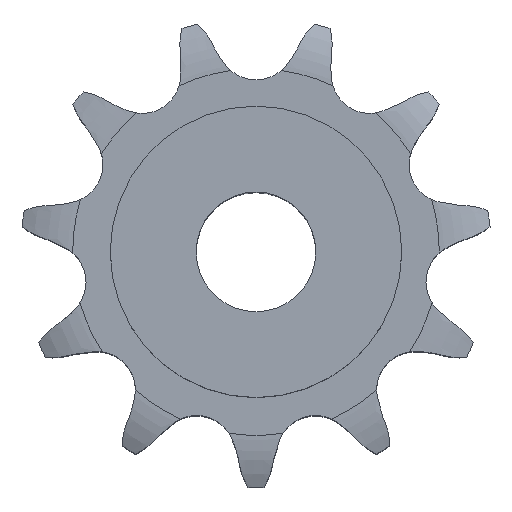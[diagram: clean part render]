
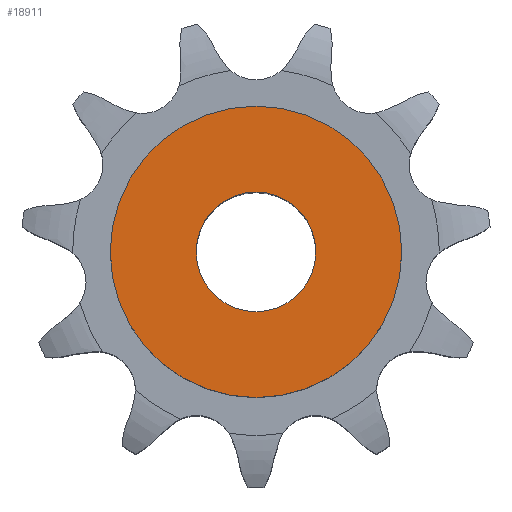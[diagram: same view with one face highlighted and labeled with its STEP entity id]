
A CAD part, top view. The second image highlights one B-rep face of the part: STEP entity #18911.
In plain terms, the highlighted planar face has unit normal (0, 0, 1).
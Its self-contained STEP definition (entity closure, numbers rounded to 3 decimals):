
#10283 = CYLINDRICAL_SURFACE('',#10284,8.);
#10284 = AXIS2_PLACEMENT_3D('',#10285,#10286,#10287);
#10285 = CARTESIAN_POINT('',(0.,0.,117.365));
#10286 = DIRECTION('',(0.,0.,1.));
#10287 = DIRECTION('',(1.,0.,0.));
#13028 = EDGE_CURVE('',#13029,#13029,#13031,.T.);
#13029 = VERTEX_POINT('',#13030);
#13030 = CARTESIAN_POINT('',(8.,0.,55.));
#13031 = SURFACE_CURVE('',#13032,(#13037,#13044),.PCURVE_S1.);
#13032 = CIRCLE('',#13033,8.);
#13033 = AXIS2_PLACEMENT_3D('',#13034,#13035,#13036);
#13034 = CARTESIAN_POINT('',(0.,0.,55.));
#13035 = DIRECTION('',(0.,0.,1.));
#13036 = DIRECTION('',(1.,0.,0.));
#13037 = PCURVE('',#10283,#13038);
#13038 = DEFINITIONAL_REPRESENTATION('',(#13039),#13043);
#13039 = LINE('',#13040,#13041);
#13040 = CARTESIAN_POINT('',(0.,-62.365));
#13041 = VECTOR('',#13042,1.);
#13042 = DIRECTION('',(1.,0.));
#13043 = ( GEOMETRIC_REPRESENTATION_CONTEXT(2) 
PARAMETRIC_REPRESENTATION_CONTEXT() REPRESENTATION_CONTEXT('2D SPACE',''
  ) );
#13044 = PCURVE('',#13045,#13050);
#13045 = PLANE('',#13046);
#13046 = AXIS2_PLACEMENT_3D('',#13047,#13048,#13049);
#13047 = CARTESIAN_POINT('',(0.,0.,55.)
  );
#13048 = DIRECTION('',(0.,0.,1.));
#13049 = DIRECTION('',(1.,0.,0.));
#13050 = DEFINITIONAL_REPRESENTATION('',(#13051),#13055);
#13051 = CIRCLE('',#13052,8.);
#13052 = AXIS2_PLACEMENT_2D('',#13053,#13054);
#13053 = CARTESIAN_POINT('',(0.,0.));
#13054 = DIRECTION('',(1.,0.));
#13055 = ( GEOMETRIC_REPRESENTATION_CONTEXT(2) 
PARAMETRIC_REPRESENTATION_CONTEXT() REPRESENTATION_CONTEXT('2D SPACE',''
  ) );
#18911 = ADVANCED_FACE('',(#18912,#18943),#13045,.T.);
#18912 = FACE_BOUND('',#18913,.T.);
#18913 = EDGE_LOOP('',(#18914));
#18914 = ORIENTED_EDGE('',*,*,#18915,.T.);
#18915 = EDGE_CURVE('',#18916,#18916,#18918,.T.);
#18916 = VERTEX_POINT('',#18917);
#18917 = CARTESIAN_POINT('',(19.5,0.,55.));
#18918 = SURFACE_CURVE('',#18919,(#18924,#18931),.PCURVE_S1.);
#18919 = CIRCLE('',#18920,19.5);
#18920 = AXIS2_PLACEMENT_3D('',#18921,#18922,#18923);
#18921 = CARTESIAN_POINT('',(0.,0.,55.));
#18922 = DIRECTION('',(0.,0.,1.));
#18923 = DIRECTION('',(1.,0.,0.));
#18924 = PCURVE('',#13045,#18925);
#18925 = DEFINITIONAL_REPRESENTATION('',(#18926),#18930);
#18926 = CIRCLE('',#18927,19.5);
#18927 = AXIS2_PLACEMENT_2D('',#18928,#18929);
#18928 = CARTESIAN_POINT('',(0.,0.));
#18929 = DIRECTION('',(1.,0.));
#18930 = ( GEOMETRIC_REPRESENTATION_CONTEXT(2) 
PARAMETRIC_REPRESENTATION_CONTEXT() REPRESENTATION_CONTEXT('2D SPACE',''
  ) );
#18931 = PCURVE('',#18932,#18937);
#18932 = CYLINDRICAL_SURFACE('',#18933,19.5);
#18933 = AXIS2_PLACEMENT_3D('',#18934,#18935,#18936);
#18934 = CARTESIAN_POINT('',(0.,0.,0.));
#18935 = DIRECTION('',(-0.,-0.,-1.));
#18936 = DIRECTION('',(1.,0.,0.));
#18937 = DEFINITIONAL_REPRESENTATION('',(#18938),#18942);
#18938 = LINE('',#18939,#18940);
#18939 = CARTESIAN_POINT('',(-0.,-55.));
#18940 = VECTOR('',#18941,1.);
#18941 = DIRECTION('',(-1.,0.));
#18942 = ( GEOMETRIC_REPRESENTATION_CONTEXT(2) 
PARAMETRIC_REPRESENTATION_CONTEXT() REPRESENTATION_CONTEXT('2D SPACE',''
  ) );
#18943 = FACE_BOUND('',#18944,.T.);
#18944 = EDGE_LOOP('',(#18945));
#18945 = ORIENTED_EDGE('',*,*,#13028,.F.);
